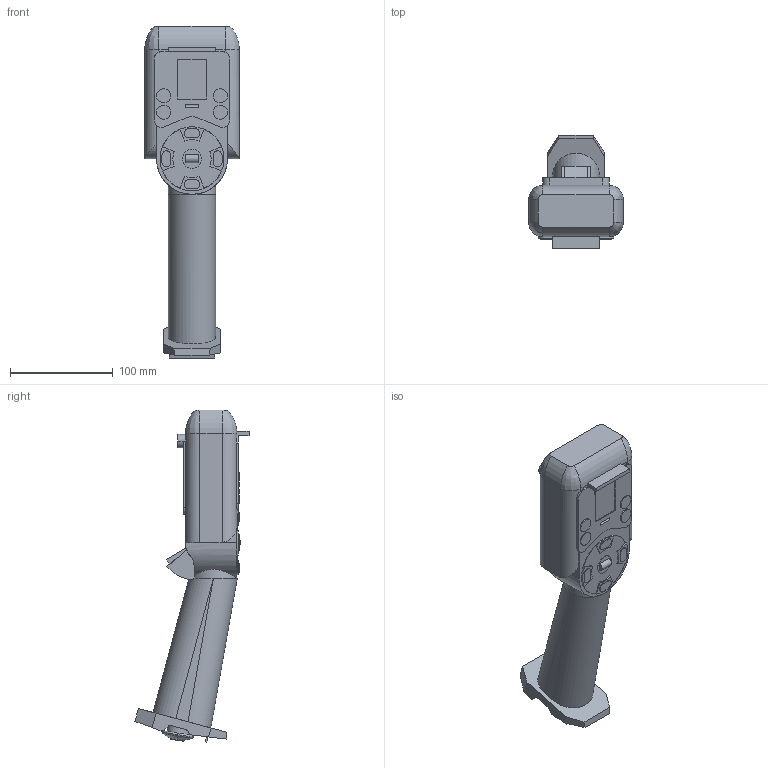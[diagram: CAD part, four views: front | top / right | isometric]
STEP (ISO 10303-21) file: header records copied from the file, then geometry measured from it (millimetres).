
FILE_DESCRIPTION(('starvars output'),'2;1');
FILE_NAME('cv20190424061658000039581.stp','06:16:58 2019/04/24',( 'Thomas Industrial Network Germany GmbH'),( 'Thomas Industrial Network Germany GmbH'),'unknown preprocess','ACIS' ,'unknown authorization');
FILE_SCHEMA(('AUTOMOTIVE_DESIGN_CC2 {UNKNOWN IMPLEMENTATION LEVEL}'));
Length unit declared in the file: millimetre
Products named in the file (1): PRODUCT_ID_2
Bounding box: 92 x 111 x 323 mm (x, y, z)
Volume: 1012113.1 mm3; surface area: 83905.5 mm2
Topology: 1 solids, 1 shells, 198 faces, 510 edges, 330 vertices
Faces by surface type: plane 115, cylinder 73, bspline 6, torus 4
Entity records: 7560 total; most frequent: CARTESIAN_POINT 1332, ORIENTED_EDGE 1020, DIRECTION 878, EDGE_CURVE 510, VERTEX_POINT 330, VECTOR 294, LINE 294, AXIS2_PLACEMENT_3D 292
